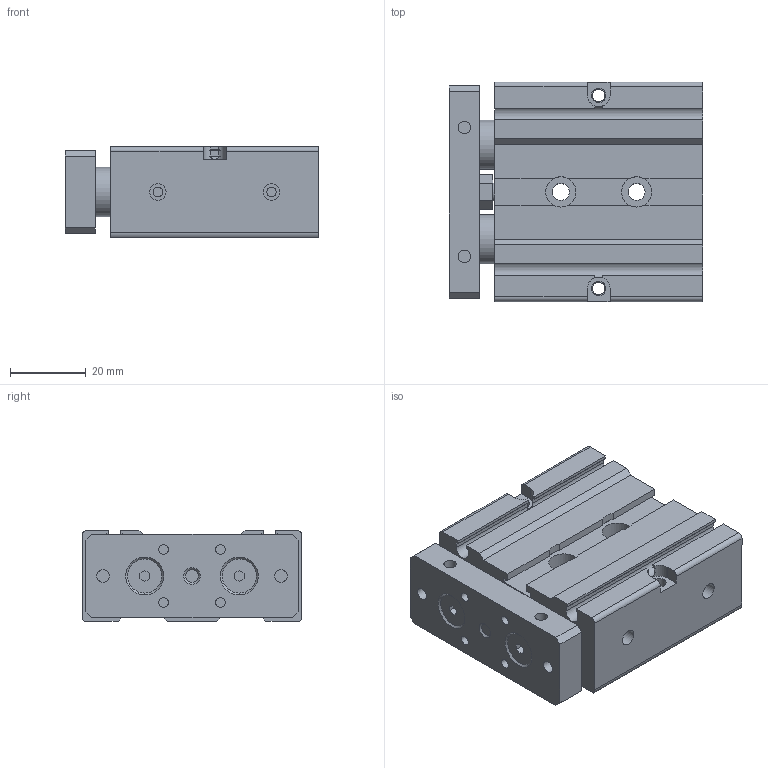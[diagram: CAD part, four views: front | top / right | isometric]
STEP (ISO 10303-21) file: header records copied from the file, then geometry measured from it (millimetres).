
FILE_DESCRIPTION((''),'2;1');
FILE_NAME('DPCO16X10.STEP','2012-11-28T08:28:58',('Administrator'),(''),'CADlook_v9.0','Cimatron E 8.0','');
FILE_SCHEMA(('AUTOMOTIVE_DESIGN { 1 2 10303 214 0 1 1 1 }'));
Length unit declared in the file: millimetre
Bounding box: 67 x 58 x 24 mm (x, y, z)
Volume: 65903.6 mm3; surface area: 24932.4 mm2
Topology: 2 solids, 2 shells, 181 faces, 460 edges, 311 vertices
Faces by surface type: plane 118, cylinder 60, cone 3
Full cylindrical faces by diameter (mm): 2.5 x6, 3.3 x10, 3.8 x2, 4.3 x3, 4.5 x2, 5 x1, 8 x4, 10 x2, 13 x4
Entity records: 6897 total; most frequent: CARTESIAN_POINT 976, DIRECTION 930, ORIENTED_EDGE 846, EDGE_CURVE 423, AXIS2_PLACEMENT_3D 327, VERTEX_POINT 311, VECTOR 276, LINE 276
